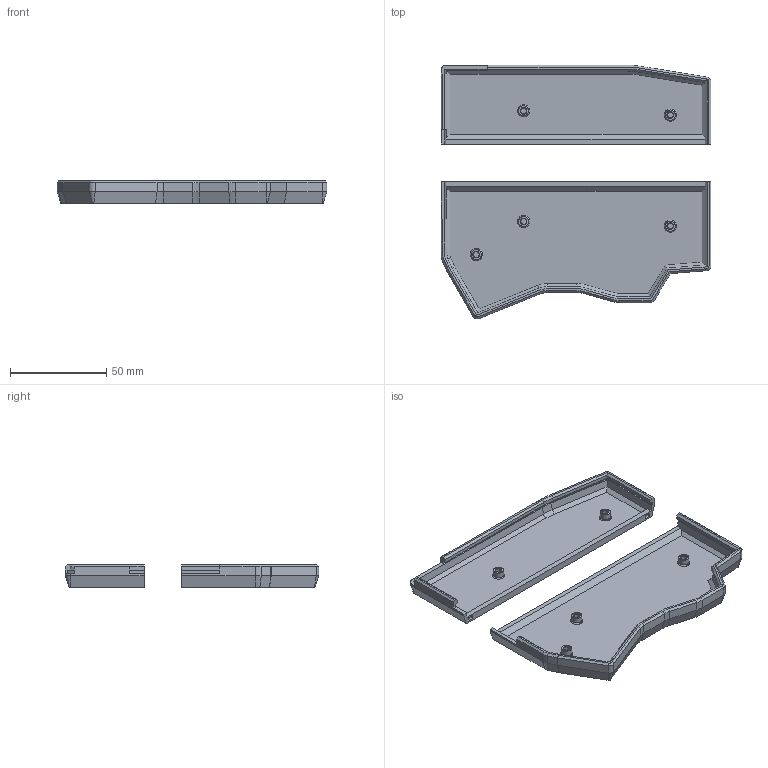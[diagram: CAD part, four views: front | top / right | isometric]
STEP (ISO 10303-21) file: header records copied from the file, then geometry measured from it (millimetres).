
FILE_DESCRIPTION(/* description */ (''),/* implementation_level */ '2;1');
FILE_NAME(/* name */ 'Kea Workshop Sofle V1 Case',/* time_stamp */ '2024-02-17T15:41:08+13:00',/* author */ (''),/* organization */ (''),/* preprocessor_version */ 'ST-DEVELOPER v16.5',/* originating_system */ 'Rhino 7.36',/* authorisation */ '');
FILE_SCHEMA (('AUTOMOTIVE_DESIGN_CC2'));
Length unit declared in the file: millimetre
Products named in the file (1): Document
Bounding box: 140.2 x 131.72 x 11.73 mm (x, y, z)
Volume: 31694.5 mm3; surface area: 38533.9 mm2
Topology: 2 solids, 2 shells, 250 faces, 610 edges, 378 vertices
Faces by surface type: plane 167, bspline 62, cylinder 21
Full cylindrical faces by diameter (mm): 3 x5, 5.3 x5
Entity records: 7602 total; most frequent: CARTESIAN_POINT 3478, ORIENTED_EDGE 1220, EDGE_CURVE 610, B_SPLINE_CURVE_WITH_KNOTS 514, VERTEX_POINT 378, EDGE_LOOP 264, ADVANCED_FACE 250, FACE_OUTER_BOUND 250
